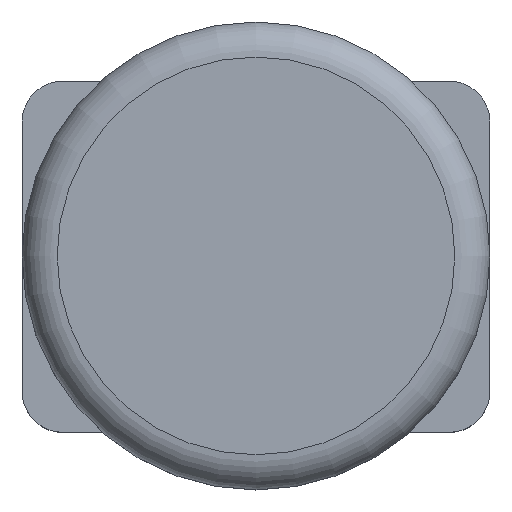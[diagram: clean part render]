
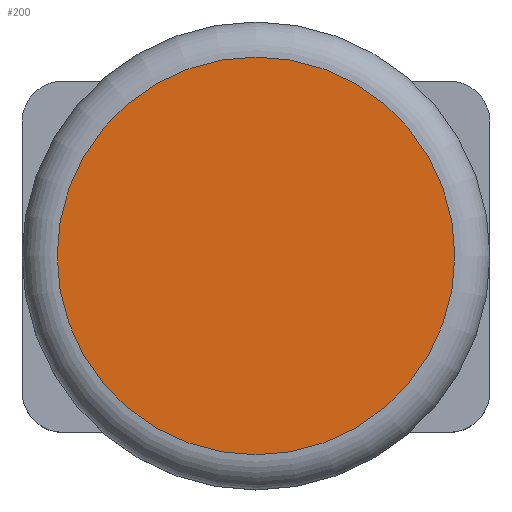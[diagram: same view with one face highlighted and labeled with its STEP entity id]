
A CAD part, top view. The second image highlights one B-rep face of the part: STEP entity #200.
In plain terms, the highlighted planar face has unit normal (0, 0, 1).
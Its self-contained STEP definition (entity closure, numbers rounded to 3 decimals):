
#177=CARTESIAN_POINT('',(-17.,0.0,98.));
#178=VERTEX_POINT('',#177);
#179=CARTESIAN_POINT('',(0.0,0.0,98.));
#180=DIRECTION('',(0.0,0.0,1.0));
#181=DIRECTION('',(-1.0,0.0,0.0));
#182=AXIS2_PLACEMENT_3D('',#179,#180,#181);
#183=CIRCLE('',#182,17.);
#184=EDGE_CURVE('',#178,#178,#183,.T.);
#192=CARTESIAN_POINT('',(-8.5,0.0,98.));
#193=DIRECTION('',(0.0,0.0,1.0));
#194=DIRECTION('',(1.0,0.0,0.0));
#195=AXIS2_PLACEMENT_3D('',#192,#193,#194);
#196=PLANE('',#195);
#197=ORIENTED_EDGE('',*,*,#184,.T.);
#198=EDGE_LOOP('',(#197));
#199=FACE_OUTER_BOUND('',#198,.T.);
#200=ADVANCED_FACE('',(#199),#196,.T.);
